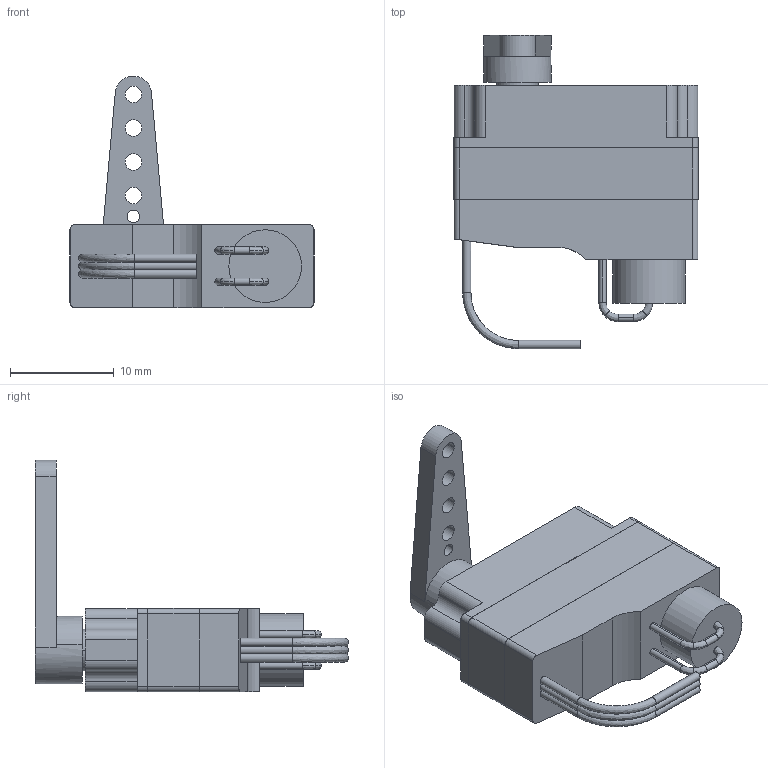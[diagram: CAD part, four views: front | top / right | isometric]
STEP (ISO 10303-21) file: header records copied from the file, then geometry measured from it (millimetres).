
FILE_DESCRIPTION(('Creo Elements/Direct Modeling STEP Export'),'2;1');
FILE_NAME('KST X08.stp','2021-12-24T15:35:20',(''),(''),'Creo Elements/Direct Modeling STEP processor for AP214 (Solid Model)','Creo Elements/Direct Modeling 20.3B 05-Dec-2020 (C) Parametric Technology GmbH','');
FILE_SCHEMA(('AUTOMOTIVE_DESIGN { 1 0 10303 214 1 1 1 1 }'));
Length unit declared in the file: millimetre
Products named in the file (3): KST X 08-HORN; KST X08 Body; KST X 08V05
Assembly tree (2 placements, depth 2):
  KST X 08V05
    KST X08 Body
    KST X 08-HORN
Bounding box: 23.52 x 30.16 x 22.3 mm (x, y, z)
Volume: 3400.5 mm3; surface area: 2074.9 mm2
Topology: 2 solids, 2 shells, 112 faces, 288 edges, 184 vertices
Faces by surface type: cylinder 60, plane 32, bspline 20
Entity records: 4692 total; most frequent: CARTESIAN_POINT 1112, ORIENTED_EDGE 576, DIRECTION 520, EDGE_CURVE 288, AXIS2_PLACEMENT_3D 200, VERTEX_POINT 184, EDGE_LOOP 132, VECTOR 120
